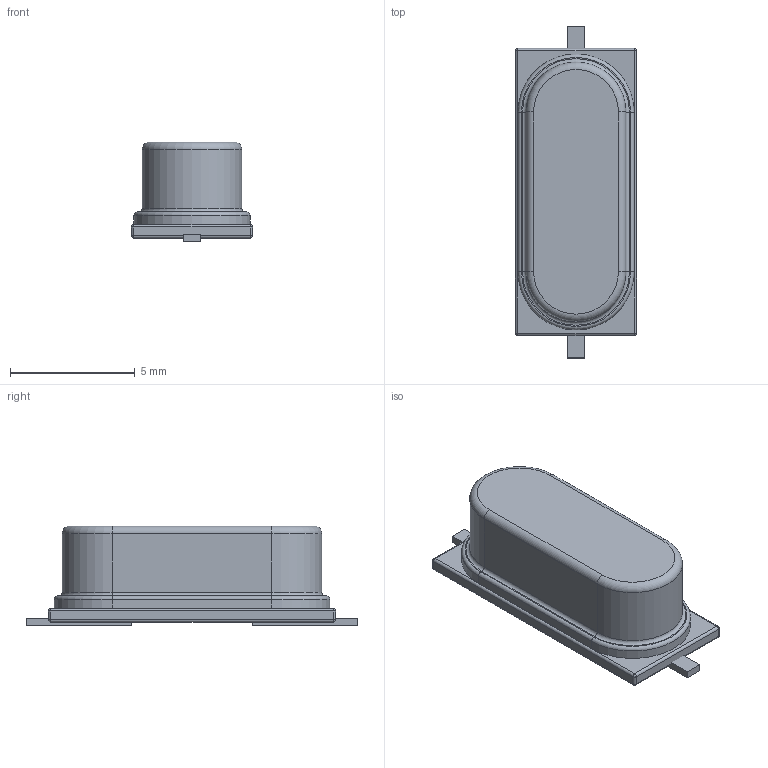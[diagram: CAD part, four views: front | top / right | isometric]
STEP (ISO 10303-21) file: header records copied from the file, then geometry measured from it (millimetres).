
FILE_DESCRIPTION (( 'STEP AP214' ), '1' );
FILE_NAME ('User Library-ABLS2.STEP', '2016-03-16T12:12:44', ( 'Windows User' ), ( '' ), 'SwSTEP 2.0', 'SolidWorks 2016', '' );
FILE_SCHEMA (( 'AUTOMOTIVE_DESIGN' ));
Length unit declared in the file: millimetre
Products named in the file (1): User Library-ABLS2
Bounding box: 4.85 x 13.3 x 4 mm (x, y, z)
Volume: 162 mm3; surface area: 316 mm2
Topology: 4 solids, 4 shells, 61 faces, 128 edges, 68 vertices
Faces by surface type: plane 25, cylinder 22, sphere 8, torus 6
Entity records: 2268 total; most frequent: DIRECTION 294, CARTESIAN_POINT 250, ORIENTED_EDGE 240, EDGE_CURVE 120, AXIS2_PLACEMENT_3D 112, VECTOR 70, LINE 70, VERTEX_POINT 68
